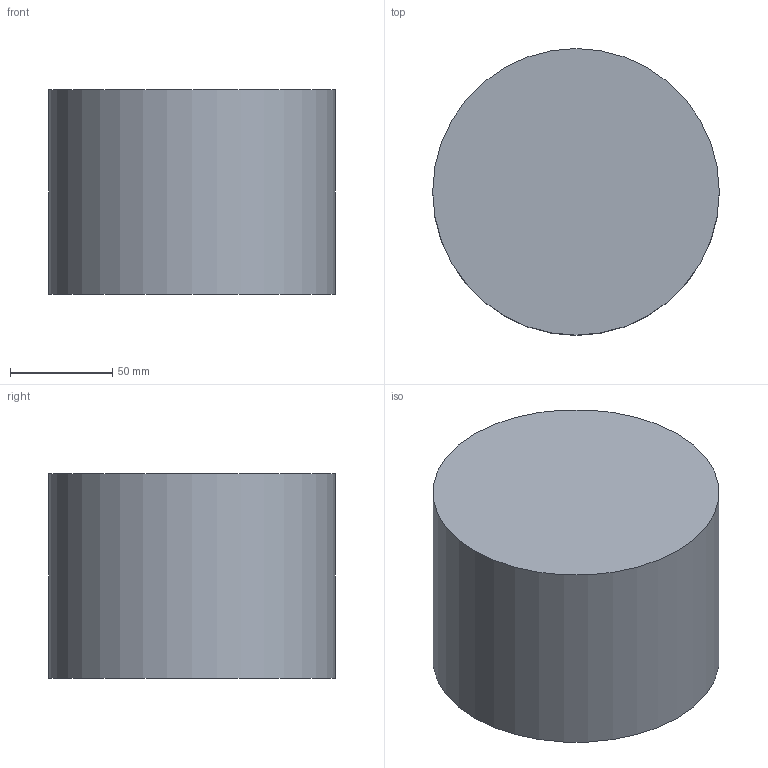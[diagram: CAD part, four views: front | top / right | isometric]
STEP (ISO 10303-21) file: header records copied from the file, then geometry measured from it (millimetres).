
FILE_DESCRIPTION(/* description */ (''),/* implementation_level */ '2;1');
FILE_NAME(/* name */ 'capacitor_disco.step',/* time_stamp */ '2024-10-14T14:33:27-06:00',/* author */ ('LADESA-WS'),/* organization */ (''),/* preprocessor_version */ 'ST-DEVELOPER v19.2',/* originating_system */ 'Autodesk Inventor 2023',/* authorisation */ '');
FILE_SCHEMA (('AUTOMOTIVE_DESIGN { 1 0 10303 214 3 1 1 }'));
Length unit declared in the file: millimetre
Products named in the file (1): capacitor_disco_01
Bounding box: 140 x 140 x 100 mm (x, y, z)
Volume: 1535453.4 mm3; surface area: 82938 mm2
Topology: 1 solids, 3 shells, 9 faces, 9 edges, 6 vertices
Faces by surface type: plane 6, cylinder 3
Full cylindrical faces by diameter (mm): 50 x2, 140 x1
Entity records: 208 total; most frequent: DIRECTION 35, CARTESIAN_POINT 25, ORIENTED_EDGE 18, AXIS2_PLACEMENT_3D 16, FACE_OUTER_BOUND 9, EDGE_LOOP 9, EDGE_CURVE 9, ADVANCED_FACE 9
